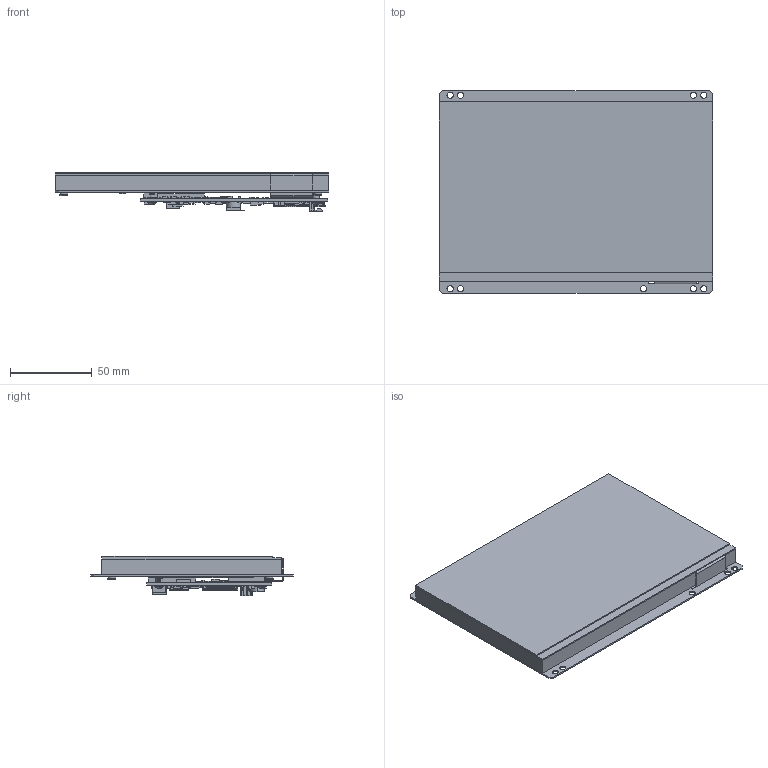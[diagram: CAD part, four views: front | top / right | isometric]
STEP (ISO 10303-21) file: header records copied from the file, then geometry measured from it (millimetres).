
FILE_DESCRIPTION (( 'STEP AP214' ), '1' );
FILE_NAME ('STEP-51-0325-171_rA1.STEP', '2017-04-19T22:18:45', ( 'Brent' ), ( '' ), 'SwSTEP 2.0', 'SolidWorks 2016', '' );
FILE_SCHEMA (( 'AUTOMOTIVE_DESIGN' ));
Length unit declared in the file: inch
Products named in the file (10): 99397A344_99397A344; 42-0325-001-101-401_SLCD5E_E5; 22-0074-01; PEM TSO-440-187; 22-0074-01-PLATE-METAL; STEP-51-0325-171_rA1; 34-0045-01-LCDEver7inPCAP; PCAPTOUCH_Evervision_7.0; LCD-Ever7in-VGG804806; 91735A101-440-p1875_91735A101
Assembly tree (18 placements, depth 3):
  STEP-51-0325-171_rA1
    22-0074-01
      22-0074-01-PLATE-METAL
      PEM TSO-440-187  x4
    42-0325-001-101-401_SLCD5E_E5
    99397A344_99397A344  x4
    91735A101-440-p1875_91735A101  x4
    34-0045-01-LCDEver7inPCAP
      LCD-Ever7in-VGG804806
      PCAPTOUCH_Evervision_7.0
Bounding box: 166.6 x 123.7 x 23.8 mm (x, y, z)
Volume: 234530.4 mm3; surface area: 152501.8 mm2
Topology: 517 solids, 517 shells, 6522 faces, 15929 edges, 10546 vertices
Faces by surface type: plane 5672, cylinder 662, cone 124, torus 32, bspline 24, sphere 8
Entity records: 253648 total; most frequent: CARTESIAN_POINT 32315, ORIENTED_EDGE 28930, DIRECTION 26976, EDGE_CURVE 14465, VECTOR 13586, LINE 13586, VERTEX_POINT 9580, AXIS2_PLACEMENT_3D 6695
